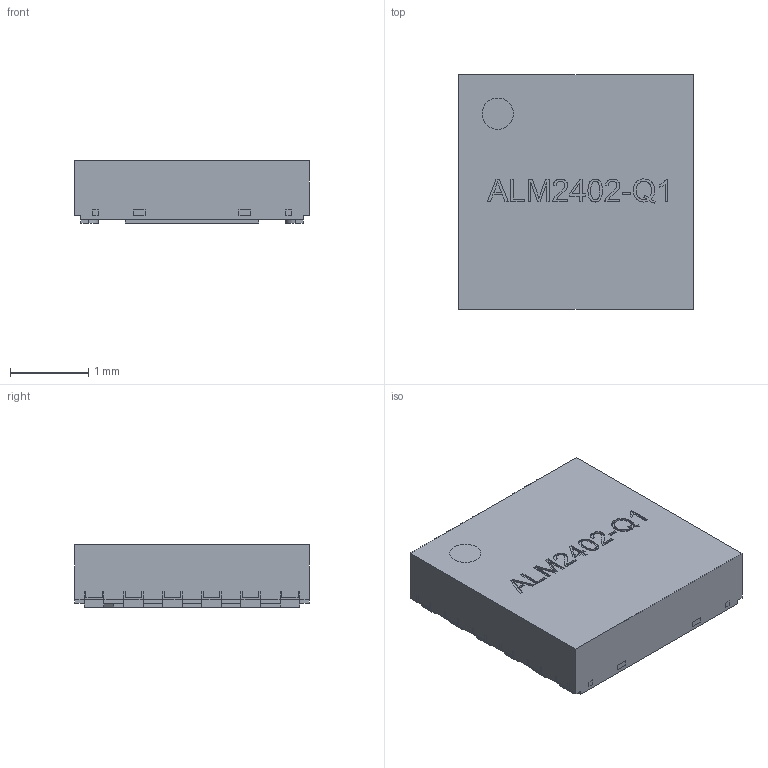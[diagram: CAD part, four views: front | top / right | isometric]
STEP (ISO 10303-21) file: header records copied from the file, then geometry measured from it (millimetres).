
FILE_DESCRIPTION (( 'STEP AP214' ), '1' );
FILE_NAME ('User Library-ALM2402-Q1(WSON-12-3x3-0.5).STEP', '2018-11-08T13:31:38', ( '' ), ( '' ), 'SwSTEP 2.0', 'SolidWorks 2018', '' );
FILE_SCHEMA (( 'AUTOMOTIVE_DESIGN' ));
Length unit declared in the file: millimetre
Products named in the file (36): User Library-ALM2402-Q1(WSON-12-3x3-0.5)_Part_23276; User Library-ALM2402-Q1(WSON-12-3x3-0.5)_Part_16742; User Library-ALM2402-Q1(WSON-12-3x3-0.5)_Part_23275; User Library-ALM2402-Q1(WSON-12-3x3-0.5)_Part_10053; User Library-ALM2402-Q1(WSON-12-3x3-0.5)_Part_9955; User Library-ALM2402-Q1(WSON-12-3x3-0.5)_Part_16788; User Library-ALM2402-Q1(WSON-12-3x3-0.5)_Part_3098; User Library-ALM2402-Q1(WSON-12-3x3-0.5)_Part_9909; User Library-ALM2402-Q1(WSON-12-3x3-0.5)_Part_16840; User Library-ALM2402-Q1(WSON-12-3x3-0.5)_Part_9857; User Library-ALM2402-Q1(WSON-12-3x3-0.5)_Part_16546; User Library-ALM2402-Q1(WSON-12-3x3-0.5)_Part_16592; User Library-ALM2402-Q1(WSON-12-3x3-0.5)_Part_19335; User Library-ALM2402-Q1(WSON-12-3x3-0.5)_Part_10203; User Library-ALM2402-Q1(WSON-12-3x3-0.5)_Part_19391; User Library-ALM2402-Q1(WSON-12-3x3-0.5)_Part_5074; User Library-ALM2402-Q1(WSON-12-3x3-0.5)_Part_17036; User Library-ALM2402-Q1(WSON-12-3x3-0.5)_Part_23277; User Library-ALM2402-Q1(WSON-12-3x3-0.5); User Library-ALM2402-Q1(WSON-12-3x3-0.5)_Part_16690; User Library-ALM2402-Q1(WSON-12-3x3-0.5)_Part_17702; User Library-ALM2402-Q1(WSON-12-3x3-0.5)_Part_17157; User Library-ALM2402-Q1(WSON-12-3x3-0.5)_Part_16984; User Library-ALM2402-Q1(WSON-12-3x3-0.5)_Part_16886; User Library-ALM2402-Q1(WSON-12-3x3-0.5)_Part_10151; User Library-ALM2402-Q1(WSON-12-3x3-0.5)_Part_23274; User Library-ALM2402-Q1(WSON-12-3x3-0.5)_Part_10007; User Library-ALM2402-Q1(WSON-12-3x3-0.5)_Part_5022; User Library-ALM2402-Q1(WSON-12-3x3-0.5)_Part_16494; User Library-ALM2402-Q1(WSON-12-3x3-0.5)_ACIS Solid_29110; User Library-ALM2402-Q1(WSON-12-3x3-0.5)_Part_16644; User Library-ALM2402-Q1(WSON-12-3x3-0.5)_Part_10105; User Library-ALM2402-Q1(WSON-12-3x3-0.5)_Part_19363; User Library-ALM2402-Q1(WSON-12-3x3-0.5)_Part_22091; User Library-ALM2402-Q1(WSON-12-3x3-0.5)_Part_19307; User Library-ALM2402-Q1(WSON-12-3x3-0.5)_Part_16938
Assembly tree (35 placements, depth 2):
  User Library-ALM2402-Q1(WSON-12-3x3-0.5)
    User Library-ALM2402-Q1(WSON-12-3x3-0.5)_Part_22091
    User Library-ALM2402-Q1(WSON-12-3x3-0.5)_Part_3098
    User Library-ALM2402-Q1(WSON-12-3x3-0.5)_Part_17157
    User Library-ALM2402-Q1(WSON-12-3x3-0.5)_Part_23277
    User Library-ALM2402-Q1(WSON-12-3x3-0.5)_Part_5022
    User Library-ALM2402-Q1(WSON-12-3x3-0.5)_Part_5074
    User Library-ALM2402-Q1(WSON-12-3x3-0.5)_Part_9857
    User Library-ALM2402-Q1(WSON-12-3x3-0.5)_Part_9909
    User Library-ALM2402-Q1(WSON-12-3x3-0.5)_Part_9955
    User Library-ALM2402-Q1(WSON-12-3x3-0.5)_Part_10007
    User Library-ALM2402-Q1(WSON-12-3x3-0.5)_Part_10053
    User Library-ALM2402-Q1(WSON-12-3x3-0.5)_Part_10105
    User Library-ALM2402-Q1(WSON-12-3x3-0.5)_Part_10151
    User Library-ALM2402-Q1(WSON-12-3x3-0.5)_Part_10203
    User Library-ALM2402-Q1(WSON-12-3x3-0.5)_Part_16494
    User Library-ALM2402-Q1(WSON-12-3x3-0.5)_Part_16546
    User Library-ALM2402-Q1(WSON-12-3x3-0.5)_Part_16592
    User Library-ALM2402-Q1(WSON-12-3x3-0.5)_Part_16644
    User Library-ALM2402-Q1(WSON-12-3x3-0.5)_Part_16690
    User Library-ALM2402-Q1(WSON-12-3x3-0.5)_Part_16742
    User Library-ALM2402-Q1(WSON-12-3x3-0.5)_Part_16788
    User Library-ALM2402-Q1(WSON-12-3x3-0.5)_Part_16840
    User Library-ALM2402-Q1(WSON-12-3x3-0.5)_Part_16886
    User Library-ALM2402-Q1(WSON-12-3x3-0.5)_Part_16938
    User Library-ALM2402-Q1(WSON-12-3x3-0.5)_Part_16984
    User Library-ALM2402-Q1(WSON-12-3x3-0.5)_Part_17036
    User Library-ALM2402-Q1(WSON-12-3x3-0.5)_Part_23276
    User Library-ALM2402-Q1(WSON-12-3x3-0.5)_Part_17702
    User Library-ALM2402-Q1(WSON-12-3x3-0.5)_Part_23275
    User Library-ALM2402-Q1(WSON-12-3x3-0.5)_Part_23274
    User Library-ALM2402-Q1(WSON-12-3x3-0.5)_Part_19307
    User Library-ALM2402-Q1(WSON-12-3x3-0.5)_Part_19335
    User Library-ALM2402-Q1(WSON-12-3x3-0.5)_Part_19363
    User Library-ALM2402-Q1(WSON-12-3x3-0.5)_Part_19391
    User Library-ALM2402-Q1(WSON-12-3x3-0.5)_ACIS Solid_29110
Bounding box: 3 x 3 x 0.8 mm (x, y, z)
Volume: 7 mm3; surface area: 42 mm2
Topology: 35 solids, 35 shells, 651 faces, 1651 edges, 1093 vertices
Faces by surface type: plane 497, bspline 114, cylinder 40
Entity records: 29034 total; most frequent: CARTESIAN_POINT 5271, ORIENTED_EDGE 3302, DIRECTION 2678, EDGE_CURVE 1651, VECTOR 1368, LINE 1368, VERTEX_POINT 1093, UNCERTAINTY_MEASURE_WITH_UNIT 757
